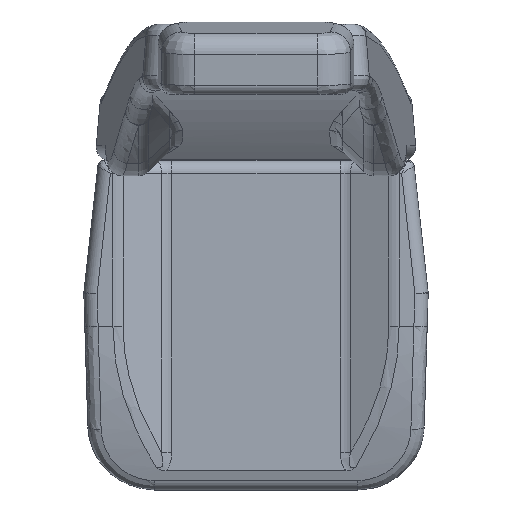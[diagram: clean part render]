
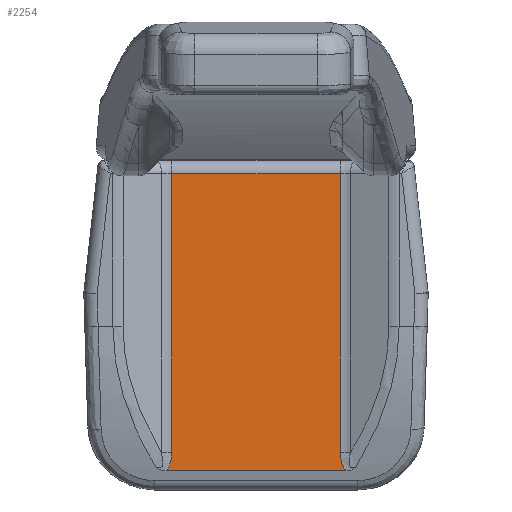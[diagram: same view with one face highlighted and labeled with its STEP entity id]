
A CAD part, top view. The second image highlights one B-rep face of the part: STEP entity #2254.
In plain terms, the highlighted planar face has unit normal (0, 0, 1).
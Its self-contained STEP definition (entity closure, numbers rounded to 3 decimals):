
#204=B_SPLINE_CURVE_WITH_KNOTS('',3,(#3506,#3507,#3508,#3509,#3510,#3511,
#3512,#3513),.UNSPECIFIED.,.F.,.F.,(4,1,1,1,1,4),(-4.566,-3.261,
-2.609,-1.957,-1.631,-1.589),
 .UNSPECIFIED.);
#206=B_SPLINE_CURVE_WITH_KNOTS('',3,(#3594,#3595,#3596,#3597,#3598,#3599,
#3600,#3601,#3602),.UNSPECIFIED.,.F.,.F.,(4,1,1,1,1,1,4),(-2.977,
-2.935,-2.609,-1.957,-1.305,
-0.652,0.),.UNSPECIFIED.);
#407=FACE_OUTER_BOUND('',#561,.T.);
#561=EDGE_LOOP('',(#1556,#1557,#1558,#1559,#1560,#1561));
#713=LINE('',#3379,#827);
#724=LINE('',#3623,#838);
#725=LINE('',#3626,#839);
#726=LINE('',#3627,#840);
#827=VECTOR('',#2701,270.545);
#838=VECTOR('',#2744,419.223);
#839=VECTOR('',#2747,254.063);
#840=VECTOR('',#2748,419.223);
#943=VERTEX_POINT('',#3367);
#944=VERTEX_POINT('',#3378);
#954=VERTEX_POINT('',#3504);
#957=VERTEX_POINT('',#3593);
#963=VERTEX_POINT('',#3621);
#964=VERTEX_POINT('',#3625);
#1152=EDGE_CURVE('',#943,#944,#713,.T.);
#1166=EDGE_CURVE('',#954,#943,#204,.T.);
#1170=EDGE_CURVE('',#944,#957,#206,.T.);
#1181=EDGE_CURVE('',#957,#963,#724,.T.);
#1182=EDGE_CURVE('',#963,#964,#725,.T.);
#1183=EDGE_CURVE('',#964,#954,#726,.T.);
#1556=ORIENTED_EDGE('',*,*,#1182,.F.);
#1557=ORIENTED_EDGE('',*,*,#1181,.F.);
#1558=ORIENTED_EDGE('',*,*,#1170,.F.);
#1559=ORIENTED_EDGE('',*,*,#1152,.F.);
#1560=ORIENTED_EDGE('',*,*,#1166,.F.);
#1561=ORIENTED_EDGE('',*,*,#1183,.F.);
#2221=PLANE('',#2432);
#2254=ADVANCED_FACE('',(#407),#2221,.F.);
#2432=AXIS2_PLACEMENT_3D('',#3624,#2745,#2746);
#2701=DIRECTION('',(-1.,0.,0.));
#2744=DIRECTION('',(0.,1.,0.));
#2745=DIRECTION('center_axis',(0.,0.,-1.));
#2746=DIRECTION('ref_axis',(-1.,0.,0.));
#2747=DIRECTION('',(1.,0.,0.));
#2748=DIRECTION('',(0.,-1.,0.));
#3367=CARTESIAN_POINT('',(135.271,-217.198,130.));
#3378=CARTESIAN_POINT('',(-135.271,-217.198,130.));
#3379=CARTESIAN_POINT('',(135.272,-217.198,130.));
#3504=CARTESIAN_POINT('',(127.031,-189.223,130.));
#3506=CARTESIAN_POINT('Ctrl Pts',(127.031,-189.223,130.));
#3507=CARTESIAN_POINT('Ctrl Pts',(127.031,-193.571,130.));
#3508=CARTESIAN_POINT('Ctrl Pts',(127.443,-200.213,130.));
#3509=CARTESIAN_POINT('Ctrl Pts',(129.66,-208.624,130.));
#3510=CARTESIAN_POINT('Ctrl Pts',(132.137,-213.598,130.));
#3511=CARTESIAN_POINT('Ctrl Pts',(134.301,-216.229,130.));
#3512=CARTESIAN_POINT('Ctrl Pts',(135.172,-217.101,130.));
#3513=CARTESIAN_POINT('Ctrl Pts',(135.271,-217.198,130.));
#3593=CARTESIAN_POINT('',(-127.031,-189.223,130.));
#3594=CARTESIAN_POINT('Ctrl Pts',(-135.27,-217.198,130.));
#3595=CARTESIAN_POINT('Ctrl Pts',(-135.171,-217.101,130.));
#3596=CARTESIAN_POINT('Ctrl Pts',(-134.299,-216.228,130.));
#3597=CARTESIAN_POINT('Ctrl Pts',(-132.134,-213.596,130.));
#3598=CARTESIAN_POINT('Ctrl Pts',(-129.66,-208.621,130.));
#3599=CARTESIAN_POINT('Ctrl Pts',(-128.,-202.319,130.));
#3600=CARTESIAN_POINT('Ctrl Pts',(-127.172,-195.784,130.));
#3601=CARTESIAN_POINT('Ctrl Pts',(-127.031,-191.397,130.));
#3602=CARTESIAN_POINT('Ctrl Pts',(-127.031,-189.223,130.));
#3621=CARTESIAN_POINT('',(-127.031,230.,130.));
#3623=CARTESIAN_POINT('',(-127.031,-189.223,130.));
#3624=CARTESIAN_POINT('Origin',(135.,250.,130.));
#3625=CARTESIAN_POINT('',(127.031,230.,130.));
#3626=CARTESIAN_POINT('',(-127.031,230.,130.));
#3627=CARTESIAN_POINT('',(127.031,230.,130.));
